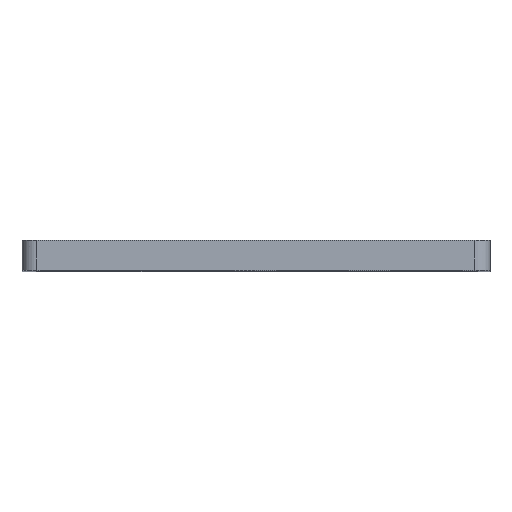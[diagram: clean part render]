
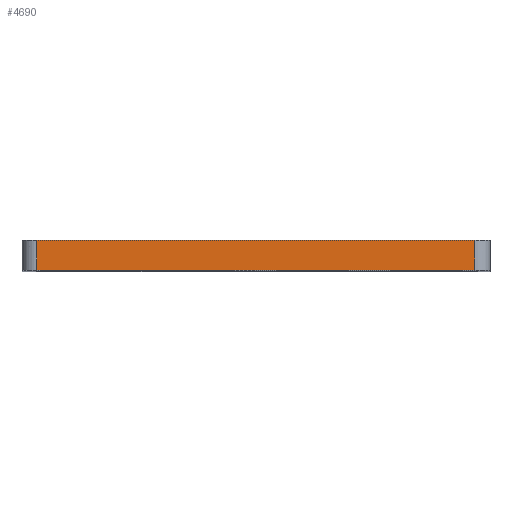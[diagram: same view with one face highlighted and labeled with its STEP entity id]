
A CAD part, top view. The second image highlights one B-rep face of the part: STEP entity #4690.
In plain terms, the highlighted planar face has unit normal (0, 0, 1).
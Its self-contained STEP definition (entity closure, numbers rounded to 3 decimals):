
#116 = ORIENTED_EDGE ( 'NONE', *, *, #932, .T. ) ;
#384 = LINE ( 'NONE', #9923, #852 ) ;
#671 = CARTESIAN_POINT ( 'NONE',  ( 65., 0., 9.5 ) ) ;
#852 = VECTOR ( 'NONE', #8338, 1000. ) ;
#904 = VERTEX_POINT ( 'NONE', #4122 ) ;
#932 = EDGE_CURVE ( 'NONE', #2595, #6091, #1005, .T. ) ;
#944 = ORIENTED_EDGE ( 'NONE', *, *, #7606, .F. ) ;
#1005 = LINE ( 'NONE', #1915, #6341 ) ;
#1915 = CARTESIAN_POINT ( 'NONE',  ( -8., 0., 9.5 ) ) ;
#2229 = DIRECTION ( 'NONE',  ( 0., 0., -1. ) ) ;
#2352 = EDGE_LOOP ( 'NONE', ( #116, #944, #2822, #4096 ) ) ;
#2595 = VERTEX_POINT ( 'NONE', #8587 ) ;
#2637 = EDGE_CURVE ( 'NONE', #904, #7385, #9171, .T. ) ;
#2822 = ORIENTED_EDGE ( 'NONE', *, *, #2637, .F. ) ;
#2839 = FACE_OUTER_BOUND ( 'NONE', #2352, .T. ) ;
#2972 = DIRECTION ( 'NONE',  ( -1., 0., 0. ) ) ;
#3940 = CARTESIAN_POINT ( 'NONE',  ( -8., 5., 9.5 ) ) ;
#4096 = ORIENTED_EDGE ( 'NONE', *, *, #5295, .T. ) ;
#4122 = CARTESIAN_POINT ( 'NONE',  ( -8., 5., 9.5 ) ) ;
#4690 = ADVANCED_FACE ( 'NONE', ( #2839 ), #6953, .F. ) ;
#5295 = EDGE_CURVE ( 'NONE', #904, #2595, #5976, .T. ) ;
#5976 = LINE ( 'NONE', #9670, #6795 ) ;
#6091 = VERTEX_POINT ( 'NONE', #671 ) ;
#6341 = VECTOR ( 'NONE', #6486, 1000. ) ;
#6486 = DIRECTION ( 'NONE',  ( 1., 0., 0. ) ) ;
#6517 = VECTOR ( 'NONE', #9327, 1000. ) ;
#6745 = AXIS2_PLACEMENT_3D ( 'NONE', #8474, #2229, #2972 ) ;
#6795 = VECTOR ( 'NONE', #7481, 1000. ) ;
#6953 = PLANE ( 'NONE',  #6745 ) ;
#7385 = VERTEX_POINT ( 'NONE', #9623 ) ;
#7481 = DIRECTION ( 'NONE',  ( 0., -1., 0. ) ) ;
#7606 = EDGE_CURVE ( 'NONE', #7385, #6091, #384, .T. ) ;
#8338 = DIRECTION ( 'NONE',  ( 0., -1., 0. ) ) ;
#8474 = CARTESIAN_POINT ( 'NONE',  ( -8., 5., 9.5 ) ) ;
#8587 = CARTESIAN_POINT ( 'NONE',  ( -8., 0., 9.5 ) ) ;
#9171 = LINE ( 'NONE', #3940, #6517 ) ;
#9327 = DIRECTION ( 'NONE',  ( 1., 0., 0. ) ) ;
#9623 = CARTESIAN_POINT ( 'NONE',  ( 65., 5., 9.5 ) ) ;
#9670 = CARTESIAN_POINT ( 'NONE',  ( -8., 5., 9.5 ) ) ;
#9923 = CARTESIAN_POINT ( 'NONE',  ( 65., 5., 9.5 ) ) ;
